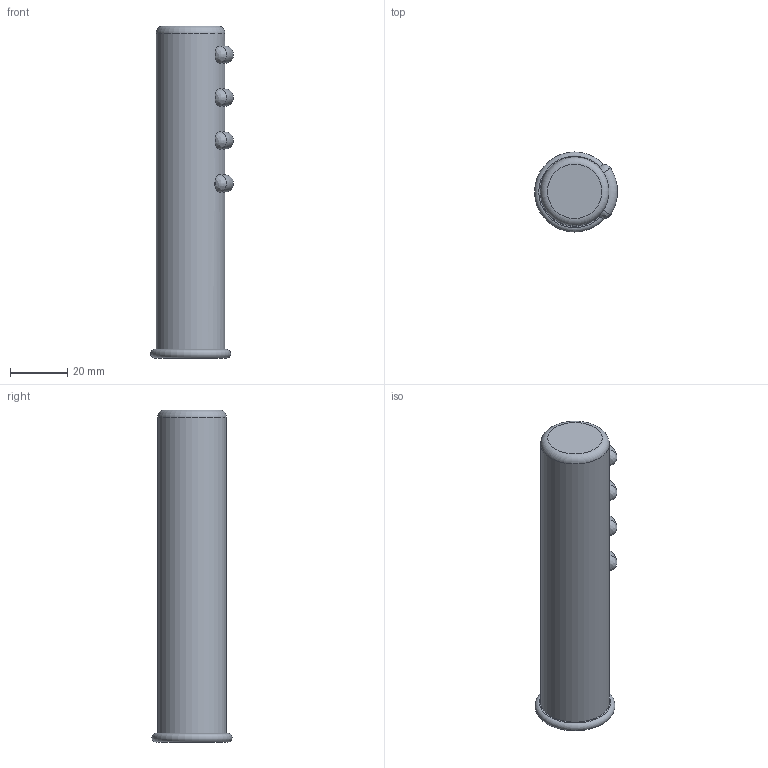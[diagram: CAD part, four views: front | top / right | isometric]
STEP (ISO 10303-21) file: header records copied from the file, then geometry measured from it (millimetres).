
FILE_DESCRIPTION(/* description */ ('File 3d .step'),/* implementation_level */ '2;1');
FILE_NAME(/* name */ '7317345',/* time_stamp */ '2019-08-26T13:30:39+02:00',/* author */ ('Zorzan D.'),/* organization */ ('Gamm Srl.'),/* preprocessor_version */ 'ST-DEVELOPER v16.7',/* originating_system */ 'DEX',/* authorisation */ $);
FILE_SCHEMA (('AUTOMOTIVE_DESIGN {1 0 10303 214 3 1 1}'));
Length unit declared in the file: millimetre
Products named in the file (1): 7317345
Bounding box: 29 x 28 x 116 mm (x, y, z)
Volume: 36626.6 mm3; surface area: 15141.2 mm2
Topology: 1 solids, 1 shells, 28 faces, 72 edges, 48 vertices
Faces by surface type: plane 12, bspline 8, torus 6, cylinder 2
Full cylindrical faces by diameter (mm): 14 x1, 24 x1
Entity records: 1040 total; most frequent: CARTESIAN_POINT 499, ORIENTED_EDGE 110, DIRECTION 80, EDGE_CURVE 55, VERTEX_POINT 39, EDGE_LOOP 38, FACE_BOUND 38, AXIS2_PLACEMENT_3D 36
